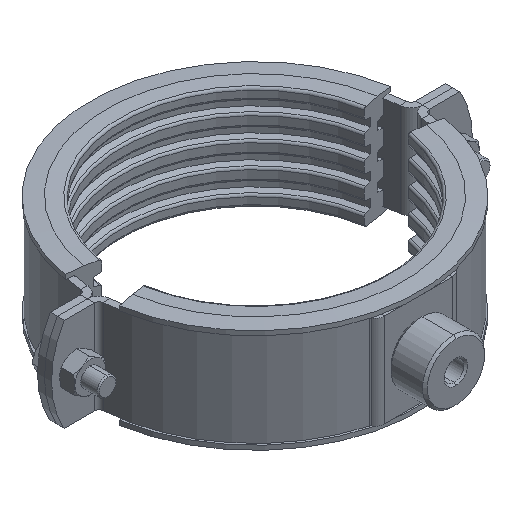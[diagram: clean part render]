
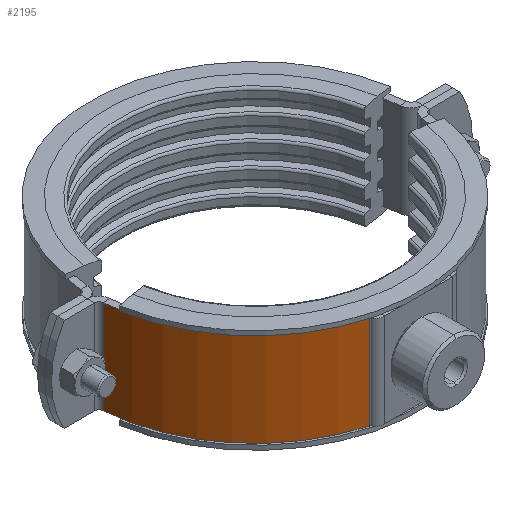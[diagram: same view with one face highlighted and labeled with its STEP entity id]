
A CAD part, isometric view. The second image highlights one B-rep face of the part: STEP entity #2195.
In plain terms, the highlighted cylindrical face has radius 69.9 mm (diameter 139.8 mm), a partial arc.
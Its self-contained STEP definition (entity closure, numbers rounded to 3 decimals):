
#1043 = DIRECTION ( 'NONE',  ( -1., 0., 0. ) ) ;
#1500 = ORIENTED_EDGE ( 'NONE', *, *, #5393, .T. ) ;
#1534 = CYLINDRICAL_SURFACE ( 'NONE', #2651, 69.9 ) ;
#1558 = ORIENTED_EDGE ( 'NONE', *, *, #2070, .F. ) ;
#1624 = VERTEX_POINT ( 'NONE', #5134 ) ;
#1982 = EDGE_CURVE ( 'NONE', #2532, #1624, #3737, .T. ) ;
#2055 = AXIS2_PLACEMENT_3D ( 'NONE', #2097, #7326, #4926 ) ;
#2070 = EDGE_CURVE ( 'NONE', #1624, #3381, #2769, .T. ) ;
#2072 = EDGE_LOOP ( 'NONE', ( #1558, #5593, #1500, #6993 ) ) ;
#2097 = CARTESIAN_POINT ( 'NONE',  ( 0., 0., -20. ) ) ;
#2164 = FACE_OUTER_BOUND ( 'NONE', #2072, .T. ) ;
#2191 = EDGE_CURVE ( 'NONE', #2494, #3381, #4995, .T. ) ;
#2195 = ADVANCED_FACE ( 'NONE', ( #2164 ), #1534, .T. ) ;
#2494 = VERTEX_POINT ( 'NONE', #4884 ) ;
#2532 = VERTEX_POINT ( 'NONE', #7213 ) ;
#2651 = AXIS2_PLACEMENT_3D ( 'NONE', #4434, #6732, #1043 ) ;
#2769 = CIRCLE ( 'NONE', #2055, 69.9 ) ;
#2771 = CARTESIAN_POINT ( 'NONE',  ( -69.731, -4.861, 20. ) ) ;
#3381 = VERTEX_POINT ( 'NONE', #4928 ) ;
#3405 = CARTESIAN_POINT ( 'NONE',  ( 0., 0., 20. ) ) ;
#3737 = LINE ( 'NONE', #5914, #6465 ) ;
#3871 = CIRCLE ( 'NONE', #4593, 69.9 ) ;
#4434 = CARTESIAN_POINT ( 'NONE',  ( 0., 0., 20. ) ) ;
#4593 = AXIS2_PLACEMENT_3D ( 'NONE', #3405, #5681, #5113 ) ;
#4750 = DIRECTION ( 'NONE',  ( 0., 0., -1. ) ) ;
#4884 = CARTESIAN_POINT ( 'NONE',  ( -69.731, -4.861, 20. ) ) ;
#4905 = VECTOR ( 'NONE', #7219, 1000. ) ;
#4926 = DIRECTION ( 'NONE',  ( 1., 0., 0. ) ) ;
#4928 = CARTESIAN_POINT ( 'NONE',  ( -69.731, -4.861, -20. ) ) ;
#4995 = LINE ( 'NONE', #2771, #4905 ) ;
#5113 = DIRECTION ( 'NONE',  ( 1., 0., 0. ) ) ;
#5134 = CARTESIAN_POINT ( 'NONE',  ( -18.595, -67.381, -20. ) ) ;
#5393 = EDGE_CURVE ( 'NONE', #2532, #2494, #3871, .T. ) ;
#5593 = ORIENTED_EDGE ( 'NONE', *, *, #1982, .F. ) ;
#5681 = DIRECTION ( 'NONE',  ( 0., 0., -1. ) ) ;
#5914 = CARTESIAN_POINT ( 'NONE',  ( -18.595, -67.381, 20. ) ) ;
#6465 = VECTOR ( 'NONE', #4750, 1000. ) ;
#6732 = DIRECTION ( 'NONE',  ( 0., 0., -1. ) ) ;
#6993 = ORIENTED_EDGE ( 'NONE', *, *, #2191, .T. ) ;
#7213 = CARTESIAN_POINT ( 'NONE',  ( -18.595, -67.381, 20. ) ) ;
#7219 = DIRECTION ( 'NONE',  ( 0., 0., -1. ) ) ;
#7326 = DIRECTION ( 'NONE',  ( 0., 0., -1. ) ) ;
